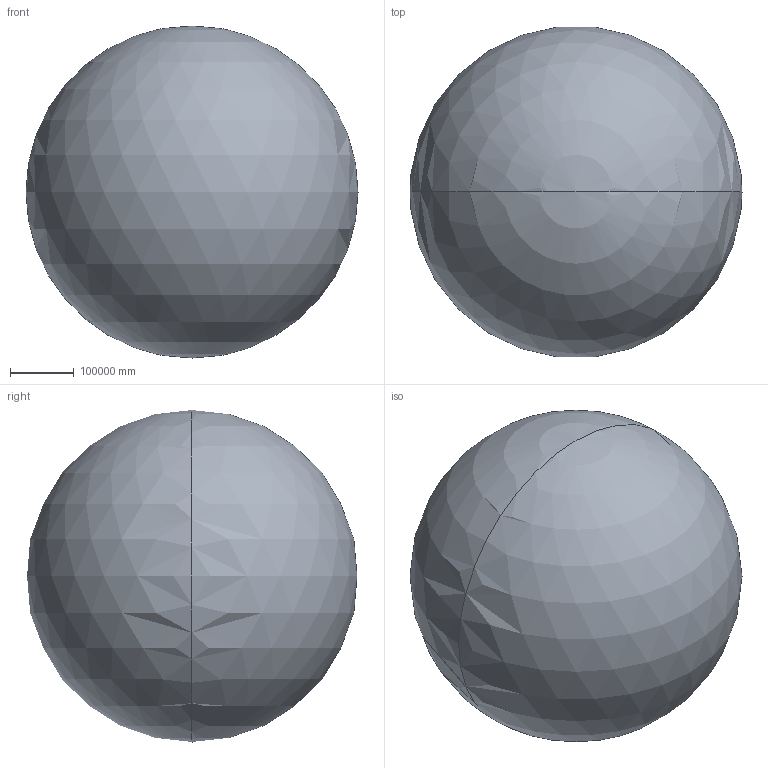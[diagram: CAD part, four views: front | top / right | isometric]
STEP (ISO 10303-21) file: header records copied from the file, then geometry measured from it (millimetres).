
FILE_DESCRIPTION( ( 'STEP AP214' ), '1' );
FILE_NAME( 'Juno_Version2_1.stp', '2007-11-27T12:52:50', ( ' ' ), ( ' ' ), 'XStep 1.0', ' ', ' ' );
FILE_SCHEMA( ( 'automotive_design' ) );
Length unit declared in the file: millimetre
Products named in the file (14): Satellite; Connection3; Connection2; Connection1; Panel3; Panel2; Panel1; Rad_Bound; Antenna1; Antenna2; Isolation2; Isolation1; Source1; Source2
Bounding box: 520000 x 516730.35 x 520000 mm (x, y, z)
Volume: 73622198594548704 mm3; surface area: 849602935043 mm2
Topology: 12 solids, 14 shells, 70 faces, 141 edges, 95 vertices
Faces by surface type: plane 56, cylinder 12, sphere 2
Entity records: 3755 total; most frequent: DIRECTION 332, CARTESIAN_POINT 316, STYLED_ITEM 300, PRESENTATION_STYLE_ASSIGNMENT 300, COLOUR_RGB 300, ORIENTED_EDGE 266, EDGE_CURVE 137, CURVE_STYLE 129
